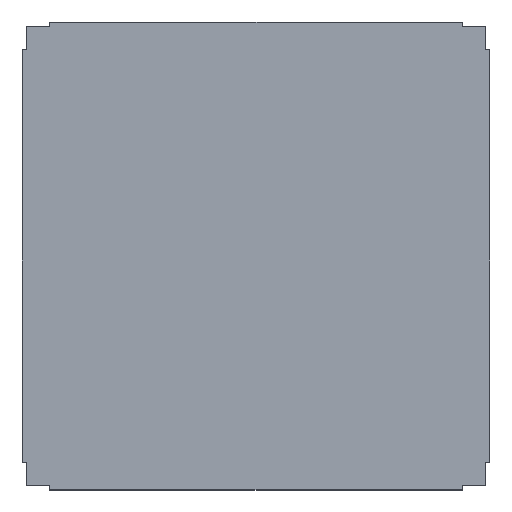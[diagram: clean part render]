
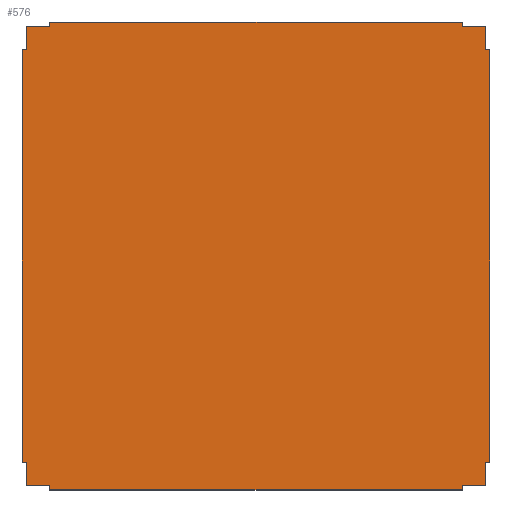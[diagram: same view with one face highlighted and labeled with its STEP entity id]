
A CAD part, top view. The second image highlights one B-rep face of the part: STEP entity #576.
In plain terms, the highlighted planar face has unit normal (0, 0, 1).
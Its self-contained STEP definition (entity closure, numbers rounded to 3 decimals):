
#9 = CARTESIAN_POINT ( 'NONE',  ( -303., -267., 6. ) ) ;
#14 = CARTESIAN_POINT ( 'NONE',  ( -297., -267., 6. ) ) ;
#21 = CARTESIAN_POINT ( 'NONE',  ( 297., 297., 6. ) ) ;
#23 = VERTEX_POINT ( 'NONE', #9 ) ;
#24 = EDGE_LOOP ( 'NONE', ( #522, #138, #495, #295, #384, #715, #702, #580, #234, #701, #33, #239, #672, #89, #327, #609, #635, #247, #447, #642 ) ) ;
#26 = CARTESIAN_POINT ( 'NONE',  ( -297., 267., 6. ) ) ;
#33 = ORIENTED_EDGE ( 'NONE', *, *, #205, .T. ) ;
#42 = LINE ( 'NONE', #430, #640 ) ;
#44 = VERTEX_POINT ( 'NONE', #26 ) ;
#47 = LINE ( 'NONE', #213, #626 ) ;
#48 = DIRECTION ( 'NONE',  ( 0., 1., 0. ) ) ;
#55 = VECTOR ( 'NONE', #472, 1000. ) ;
#61 = CARTESIAN_POINT ( 'NONE',  ( -297., -267., 6. ) ) ;
#64 = VERTEX_POINT ( 'NONE', #539 ) ;
#66 = VERTEX_POINT ( 'NONE', #361 ) ;
#67 = EDGE_CURVE ( 'NONE', #23, #359, #145, .T. ) ;
#75 = EDGE_CURVE ( 'NONE', #102, #64, #554, .T. ) ;
#81 = EDGE_CURVE ( 'NONE', #298, #195, #400, .T. ) ;
#87 = EDGE_CURVE ( 'NONE', #397, #532, #268, .T. ) ;
#89 = ORIENTED_EDGE ( 'NONE', *, *, #253, .T. ) ;
#92 = DIRECTION ( 'NONE',  ( 1., 0., 0. ) ) ;
#93 = VECTOR ( 'NONE', #249, 1000. ) ;
#101 = CARTESIAN_POINT ( 'NONE',  ( 297., 297., 6. ) ) ;
#102 = VERTEX_POINT ( 'NONE', #597 ) ;
#107 = DIRECTION ( 'NONE',  ( 1., 0., 0. ) ) ;
#110 = VECTOR ( 'NONE', #730, 1000. ) ;
#117 = CARTESIAN_POINT ( 'NONE',  ( -267., -297., 6. ) ) ;
#120 = CARTESIAN_POINT ( 'NONE',  ( -297., 297., 6. ) ) ;
#123 = VECTOR ( 'NONE', #373, 1000. ) ;
#129 = VECTOR ( 'NONE', #601, 1000. ) ;
#134 = EDGE_CURVE ( 'NONE', #155, #206, #682, .T. ) ;
#138 = ORIENTED_EDGE ( 'NONE', *, *, #148, .T. ) ;
#139 = CARTESIAN_POINT ( 'NONE',  ( 0., 0., 6. ) ) ;
#145 = LINE ( 'NONE', #677, #232 ) ;
#148 = EDGE_CURVE ( 'NONE', #44, #378, #573, .T. ) ;
#151 = CARTESIAN_POINT ( 'NONE',  ( -267., 303., 6. ) ) ;
#155 = VERTEX_POINT ( 'NONE', #151 ) ;
#169 = CARTESIAN_POINT ( 'NONE',  ( 267., 297., 6. ) ) ;
#182 = EDGE_CURVE ( 'NONE', #185, #298, #579, .T. ) ;
#183 = LINE ( 'NONE', #220, #463 ) ;
#185 = VERTEX_POINT ( 'NONE', #681 ) ;
#189 = PLANE ( 'NONE',  #633 ) ;
#191 = EDGE_CURVE ( 'NONE', #66, #155, #375, .T. ) ;
#195 = VERTEX_POINT ( 'NONE', #325 ) ;
#198 = DIRECTION ( 'NONE',  ( 0., -1., 0. ) ) ;
#205 = EDGE_CURVE ( 'NONE', #195, #568, #395, .T. ) ;
#206 = VERTEX_POINT ( 'NONE', #491 ) ;
#207 = CARTESIAN_POINT ( 'NONE',  ( -297., 267., 6. ) ) ;
#213 = CARTESIAN_POINT ( 'NONE',  ( -267., -303., 6. ) ) ;
#215 = DIRECTION ( 'NONE',  ( 0., 1., 0. ) ) ;
#217 = VECTOR ( 'NONE', #215, 1000. ) ;
#220 = CARTESIAN_POINT ( 'NONE',  ( -297., 297., 6. ) ) ;
#223 = VECTOR ( 'NONE', #616, 1000. ) ;
#232 = VECTOR ( 'NONE', #92, 1000. ) ;
#233 = EDGE_CURVE ( 'NONE', #378, #23, #469, .T. ) ;
#234 = ORIENTED_EDGE ( 'NONE', *, *, #182, .T. ) ;
#239 = ORIENTED_EDGE ( 'NONE', *, *, #577, .T. ) ;
#240 = LINE ( 'NONE', #304, #697 ) ;
#244 = DIRECTION ( 'NONE',  ( 0., 0., -1. ) ) ;
#246 = VECTOR ( 'NONE', #48, 1000. ) ;
#247 = ORIENTED_EDGE ( 'NONE', *, *, #191, .T. ) ;
#249 = DIRECTION ( 'NONE',  ( 1., 0., 0. ) ) ;
#253 = EDGE_CURVE ( 'NONE', #64, #708, #42, .T. ) ;
#255 = DIRECTION ( 'NONE',  ( 1., 0., 0. ) ) ;
#262 = CARTESIAN_POINT ( 'NONE',  ( 267., -297., 6. ) ) ;
#263 = LINE ( 'NONE', #360, #93 ) ;
#268 = LINE ( 'NONE', #416, #55 ) ;
#273 = EDGE_CURVE ( 'NONE', #518, #44, #183, .T. ) ;
#279 = CARTESIAN_POINT ( 'NONE',  ( 267., 297., 6. ) ) ;
#290 = LINE ( 'NONE', #553, #450 ) ;
#295 = ORIENTED_EDGE ( 'NONE', *, *, #67, .T. ) ;
#298 = VERTEX_POINT ( 'NONE', #623 ) ;
#300 = DIRECTION ( 'NONE',  ( -1., 0., 0. ) ) ;
#303 = EDGE_CURVE ( 'NONE', #532, #185, #47, .T. ) ;
#304 = CARTESIAN_POINT ( 'NONE',  ( 267., 297., 6. ) ) ;
#309 = DIRECTION ( 'NONE',  ( 0., -1., 0. ) ) ;
#325 = CARTESIAN_POINT ( 'NONE',  ( 297., -297., 6. ) ) ;
#327 = ORIENTED_EDGE ( 'NONE', *, *, #427, .T. ) ;
#328 = VERTEX_POINT ( 'NONE', #279 ) ;
#348 = VECTOR ( 'NONE', #354, 1000. ) ;
#354 = DIRECTION ( 'NONE',  ( -1., 0., 0. ) ) ;
#355 = VECTOR ( 'NONE', #743, 1000. ) ;
#359 = VERTEX_POINT ( 'NONE', #61 ) ;
#360 = CARTESIAN_POINT ( 'NONE',  ( 297., -267., 6. ) ) ;
#361 = CARTESIAN_POINT ( 'NONE',  ( 267., 303., 6. ) ) ;
#373 = DIRECTION ( 'NONE',  ( -1., 0., 0. ) ) ;
#375 = LINE ( 'NONE', #745, #123 ) ;
#378 = VERTEX_POINT ( 'NONE', #509 ) ;
#383 = VECTOR ( 'NONE', #198, 1000. ) ;
#384 = ORIENTED_EDGE ( 'NONE', *, *, #480, .T. ) ;
#395 = LINE ( 'NONE', #617, #217 ) ;
#397 = VERTEX_POINT ( 'NONE', #117 ) ;
#400 = LINE ( 'NONE', #262, #765 ) ;
#404 = EDGE_CURVE ( 'NONE', #555, #397, #290, .T. ) ;
#413 = CARTESIAN_POINT ( 'NONE',  ( 297., 267., 6. ) ) ;
#416 = CARTESIAN_POINT ( 'NONE',  ( -267., -297., 6. ) ) ;
#423 = CARTESIAN_POINT ( 'NONE',  ( 303., -267., 6. ) ) ;
#427 = EDGE_CURVE ( 'NONE', #708, #581, #718, .T. ) ;
#430 = CARTESIAN_POINT ( 'NONE',  ( 297., 267., 6. ) ) ;
#434 = DIRECTION ( 'NONE',  ( 0., -1., 0. ) ) ;
#438 = DIRECTION ( 'NONE',  ( -1., 0., 0. ) ) ;
#440 = CARTESIAN_POINT ( 'NONE',  ( -267., -303., 6. ) ) ;
#447 = ORIENTED_EDGE ( 'NONE', *, *, #134, .T. ) ;
#449 = LINE ( 'NONE', #169, #519 ) ;
#450 = VECTOR ( 'NONE', #676, 1000. ) ;
#463 = VECTOR ( 'NONE', #434, 1000. ) ;
#469 = LINE ( 'NONE', #689, #355 ) ;
#472 = DIRECTION ( 'NONE',  ( 0., -1., 0. ) ) ;
#480 = EDGE_CURVE ( 'NONE', #359, #555, #717, .T. ) ;
#491 = CARTESIAN_POINT ( 'NONE',  ( -267., 297., 6. ) ) ;
#495 = ORIENTED_EDGE ( 'NONE', *, *, #233, .T. ) ;
#498 = LINE ( 'NONE', #653, #348 ) ;
#509 = CARTESIAN_POINT ( 'NONE',  ( -303., 267., 6. ) ) ;
#510 = DIRECTION ( 'NONE',  ( -1., 0., 0. ) ) ;
#518 = VERTEX_POINT ( 'NONE', #120 ) ;
#519 = VECTOR ( 'NONE', #510, 1000. ) ;
#522 = ORIENTED_EDGE ( 'NONE', *, *, #273, .T. ) ;
#532 = VERTEX_POINT ( 'NONE', #440 ) ;
#539 = CARTESIAN_POINT ( 'NONE',  ( 303., 267., 6. ) ) ;
#551 = EDGE_CURVE ( 'NONE', #581, #328, #449, .T. ) ;
#553 = CARTESIAN_POINT ( 'NONE',  ( -297., -297., 6. ) ) ;
#554 = LINE ( 'NONE', #423, #110 ) ;
#555 = VERTEX_POINT ( 'NONE', #584 ) ;
#568 = VERTEX_POINT ( 'NONE', #591 ) ;
#573 = LINE ( 'NONE', #207, #129 ) ;
#576 = ADVANCED_FACE ( 'NONE', ( #688 ), #189, .F. ) ;
#577 = EDGE_CURVE ( 'NONE', #568, #102, #263, .T. ) ;
#579 = LINE ( 'NONE', #686, #246 ) ;
#580 = ORIENTED_EDGE ( 'NONE', *, *, #303, .T. ) ;
#581 = VERTEX_POINT ( 'NONE', #21 ) ;
#582 = VECTOR ( 'NONE', #309, 1000. ) ;
#584 = CARTESIAN_POINT ( 'NONE',  ( -297., -297., 6. ) ) ;
#591 = CARTESIAN_POINT ( 'NONE',  ( 297., -267., 6. ) ) ;
#597 = CARTESIAN_POINT ( 'NONE',  ( 303., -267., 6. ) ) ;
#601 = DIRECTION ( 'NONE',  ( -1., 0., 0. ) ) ;
#609 = ORIENTED_EDGE ( 'NONE', *, *, #551, .T. ) ;
#616 = DIRECTION ( 'NONE',  ( 0., 1., 0. ) ) ;
#617 = CARTESIAN_POINT ( 'NONE',  ( 297., -267., 6. ) ) ;
#618 = EDGE_CURVE ( 'NONE', #328, #66, #240, .T. ) ;
#623 = CARTESIAN_POINT ( 'NONE',  ( 267., -297., 6. ) ) ;
#626 = VECTOR ( 'NONE', #107, 1000. ) ;
#633 = AXIS2_PLACEMENT_3D ( 'NONE', #139, #244, #300 ) ;
#635 = ORIENTED_EDGE ( 'NONE', *, *, #618, .T. ) ;
#639 = EDGE_CURVE ( 'NONE', #206, #518, #498, .T. ) ;
#640 = VECTOR ( 'NONE', #438, 1000. ) ;
#642 = ORIENTED_EDGE ( 'NONE', *, *, #639, .T. ) ;
#653 = CARTESIAN_POINT ( 'NONE',  ( -297., 297., 6. ) ) ;
#664 = DIRECTION ( 'NONE',  ( 0., 1., 0. ) ) ;
#669 = CARTESIAN_POINT ( 'NONE',  ( -267., 297., 6. ) ) ;
#672 = ORIENTED_EDGE ( 'NONE', *, *, #75, .T. ) ;
#676 = DIRECTION ( 'NONE',  ( 1., 0., 0. ) ) ;
#677 = CARTESIAN_POINT ( 'NONE',  ( -297., -267., 6. ) ) ;
#681 = CARTESIAN_POINT ( 'NONE',  ( 267., -303., 6. ) ) ;
#682 = LINE ( 'NONE', #669, #383 ) ;
#686 = CARTESIAN_POINT ( 'NONE',  ( 267., -297., 6. ) ) ;
#688 = FACE_OUTER_BOUND ( 'NONE', #24, .T. ) ;
#689 = CARTESIAN_POINT ( 'NONE',  ( -303., 267., 6. ) ) ;
#697 = VECTOR ( 'NONE', #664, 1000. ) ;
#701 = ORIENTED_EDGE ( 'NONE', *, *, #81, .T. ) ;
#702 = ORIENTED_EDGE ( 'NONE', *, *, #87, .T. ) ;
#708 = VERTEX_POINT ( 'NONE', #413 ) ;
#715 = ORIENTED_EDGE ( 'NONE', *, *, #404, .T. ) ;
#717 = LINE ( 'NONE', #14, #582 ) ;
#718 = LINE ( 'NONE', #101, #223 ) ;
#730 = DIRECTION ( 'NONE',  ( 0., 1., 0. ) ) ;
#743 = DIRECTION ( 'NONE',  ( 0., -1., 0. ) ) ;
#745 = CARTESIAN_POINT ( 'NONE',  ( -267., 303., 6. ) ) ;
#765 = VECTOR ( 'NONE', #255, 1000. ) ;
